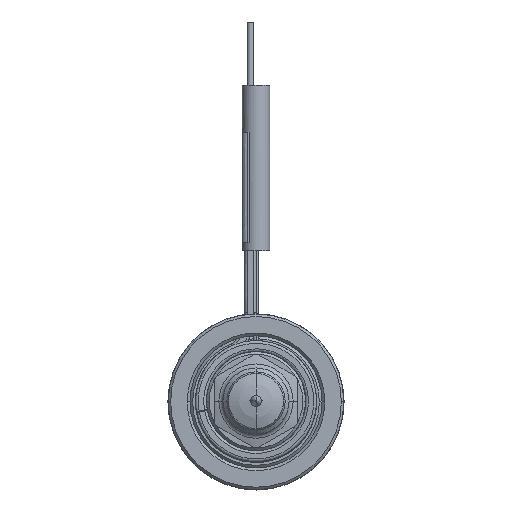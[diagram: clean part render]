
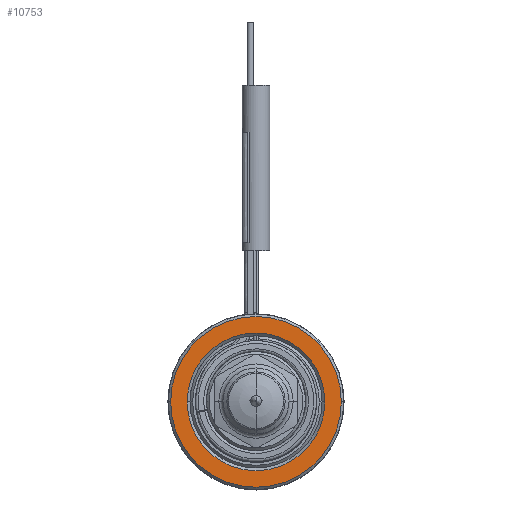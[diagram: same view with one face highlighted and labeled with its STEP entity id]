
A CAD part, top view. The second image highlights one B-rep face of the part: STEP entity #10753.
In plain terms, the highlighted planar face has unit normal (0, 0, 1).
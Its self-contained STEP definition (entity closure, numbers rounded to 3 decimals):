
#2772=CARTESIAN_POINT('',(0.,0.,25.));
#2773=DIRECTION('',(0.,0.,-1.));
#2774=DIRECTION('',(-1.,0.,0.));
#2775=AXIS2_PLACEMENT_3D('',#2772,#2773,#2774);
#2786=CARTESIAN_POINT('',(0.,0.,25.));
#2787=DIRECTION('',(0.,0.,-1.));
#2788=DIRECTION('',(1.,0.,0.));
#2789=AXIS2_PLACEMENT_3D('',#2786,#2787,#2788);
#2800=CARTESIAN_POINT('',(0.,0.,
25.));
#2801=DIRECTION('',(0.,0.,-1.));
#2802=DIRECTION('',(1.,0.,0.));
#2803=AXIS2_PLACEMENT_3D('',#2800,#2801,#2802);
#2814=CARTESIAN_POINT('',(0.,0.,25.));
#2815=DIRECTION('',(0.,0.,-1.));
#2816=DIRECTION('',(-1.,0.,0.));
#2817=AXIS2_PLACEMENT_3D('',#2814,#2815,#2816);
#6835=CARTESIAN_POINT('',(15.5,0.,25.));
#6836=CARTESIAN_POINT('',(-15.5,0.,
25.));
#6837=VERTEX_POINT('',#6835);
#6838=VERTEX_POINT('',#6836);
#6839=CARTESIAN_POINT('',(12.5,0.,25.));
#6840=CARTESIAN_POINT('',(-12.5,0.,25.));
#6841=VERTEX_POINT('',#6839);
#6842=VERTEX_POINT('',#6840);
#10738=CARTESIAN_POINT('',(0.,0.,25.));
#10739=DIRECTION('',(0.,0.,1.));
#10740=DIRECTION('',(-1.,0.,0.));
#10741=AXIS2_PLACEMENT_3D('',#10738,#10739,#10740);
#10742=PLANE('',#10741);
#10743=ORIENTED_EDGE('',*,*,#10720,.T.);
#10744=ORIENTED_EDGE('',*,*,#10705,.T.);
#10745=EDGE_LOOP('',(#10743,#10744));
#10746=FACE_OUTER_BOUND('',#10745,.F.);
#10748=ORIENTED_EDGE('',*,*,#10747,.F.);
#10750=ORIENTED_EDGE('',*,*,#10749,.F.);
#10751=EDGE_LOOP('',(#10748,#10750));
#10752=FACE_BOUND('',#10751,.F.);
#2776=CIRCLE('',#2775,15.5);
#2790=CIRCLE('',#2789,15.5);
#2804=CIRCLE('',#2803,12.5);
#2818=CIRCLE('',#2817,12.5);
#10705=EDGE_CURVE('',#6838,#6837,#2776,.T.);
#10720=EDGE_CURVE('',#6837,#6838,#2790,.T.);
#10747=EDGE_CURVE('',#6841,#6842,#2804,.T.);
#10749=EDGE_CURVE('',#6842,#6841,#2818,.T.);
#10753=ADVANCED_FACE('',(#10746,#10752),#10742,.T.);
